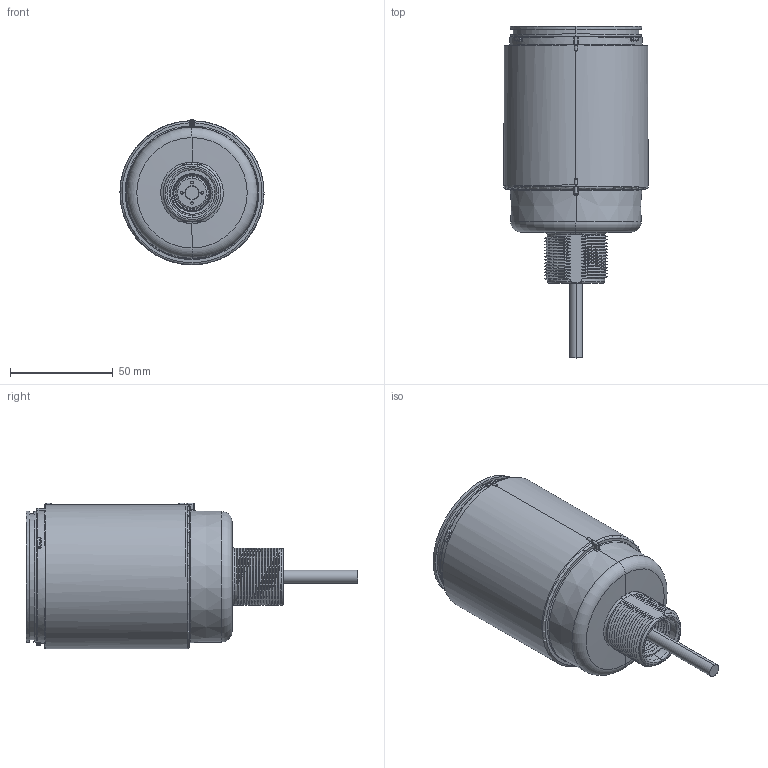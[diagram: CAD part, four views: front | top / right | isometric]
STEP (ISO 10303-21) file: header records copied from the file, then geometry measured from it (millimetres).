
FILE_DESCRIPTION((''),'2;1');
FILE_NAME('191440_SM01_ASM','2022-07-13T11:58:49',('PDMAdmin'),('BANNER ENGINEERING'),'CREO PARAMETRIC BY PTC INC, 2019292','CREO PARAMETRIC BY PTC INC, 2019292','');
FILE_SCHEMA(('CONFIG_CONTROL_DESIGN'));
Length unit declared in the file: millimetre
Products named in the file (3): 191440_EP01; CABLE_250; 191440_SM01_ASM
Assembly tree (2 placements, depth 2):
  191440_SM01_ASM
    191440_EP01
    CABLE_250
Bounding box: 70 x 161.25 x 70.75 mm (x, y, z)
Volume: 359585.2 mm3; surface area: 38325 mm2
Topology: 2 solids, 2 shells, 489 faces, 1204 edges, 738 vertices
Faces by surface type: cylinder 163, bspline 155, plane 79, cone 38, torus 36, sphere 18
Entity records: 39351 total; most frequent: CARTESIAN_POINT 28987, ORIENTED_EDGE 2404, DIRECTION 1762, EDGE_CURVE 1202, VERTEX_POINT 738, AXIS2_PLACEMENT_3D 723, EDGE_LOOP 510, B_SPLINE_CURVE_WITH_KNOTS 502
